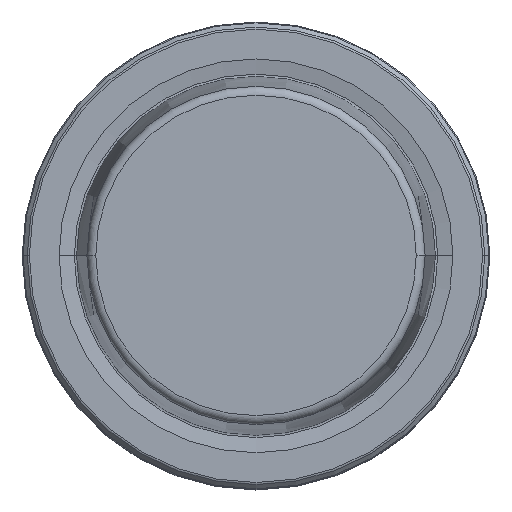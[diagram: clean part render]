
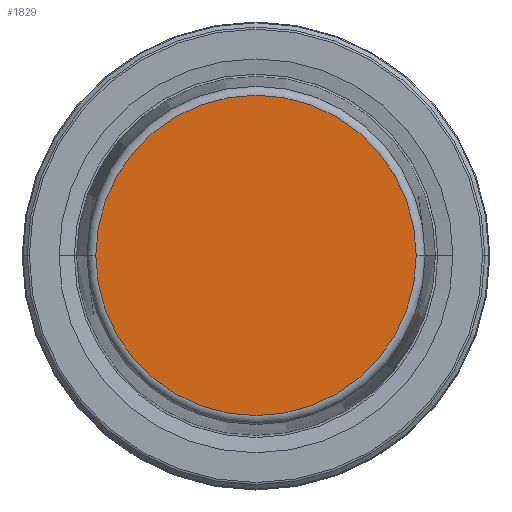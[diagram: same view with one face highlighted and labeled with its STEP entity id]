
A CAD part, top view. The second image highlights one B-rep face of the part: STEP entity #1829.
In plain terms, the highlighted planar face has unit normal (0, 0, 1).
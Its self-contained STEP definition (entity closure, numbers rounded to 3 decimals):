
#108 = AXIS2_PLACEMENT_3D ( 'NONE', #1339, #251, #2037 ) ;
#251 = DIRECTION ( 'NONE',  ( 0., 0., 1. ) ) ;
#486 = AXIS2_PLACEMENT_3D ( 'NONE', #946, #956, #930 ) ;
#532 = ORIENTED_EDGE ( 'NONE', *, *, #1335, .T. ) ;
#561 = ORIENTED_EDGE ( 'NONE', *, *, #1917, .T. ) ;
#689 = PLANE ( 'NONE',  #1646 ) ;
#841 = CARTESIAN_POINT ( 'NONE',  ( -21.581, 0., 31.9 ) ) ;
#930 = DIRECTION ( 'NONE',  ( 1., 0., 0. ) ) ;
#946 = CARTESIAN_POINT ( 'NONE',  ( 0., 0., 31.9 ) ) ;
#956 = DIRECTION ( 'NONE',  ( 0., 0., 1. ) ) ;
#958 = CARTESIAN_POINT ( 'NONE',  ( 0., 0., 31.9 ) ) ;
#1037 = FACE_OUTER_BOUND ( 'NONE', #1470, .T. ) ;
#1062 = VERTEX_POINT ( 'NONE', #841 ) ;
#1269 = CARTESIAN_POINT ( 'NONE',  ( 21.581, 0., 31.9 ) ) ;
#1335 = EDGE_CURVE ( 'NONE', #1574, #1062, #1744, .T. ) ;
#1339 = CARTESIAN_POINT ( 'NONE',  ( 0., 0., 31.9 ) ) ;
#1427 = CIRCLE ( 'NONE', #108, 21.581 ) ;
#1440 = DIRECTION ( 'NONE',  ( -1., 0., 0. ) ) ;
#1470 = EDGE_LOOP ( 'NONE', ( #532, #561 ) ) ;
#1574 = VERTEX_POINT ( 'NONE', #1269 ) ;
#1646 = AXIS2_PLACEMENT_3D ( 'NONE', #958, #2004, #1440 ) ;
#1744 = CIRCLE ( 'NONE', #486, 21.581 ) ;
#1829 = ADVANCED_FACE ( 'NONE', ( #1037 ), #689, .F. ) ;
#1917 = EDGE_CURVE ( 'NONE', #1062, #1574, #1427, .T. ) ;
#2004 = DIRECTION ( 'NONE',  ( 0., 0., -1. ) ) ;
#2037 = DIRECTION ( 'NONE',  ( 1., 0., 0. ) ) ;
